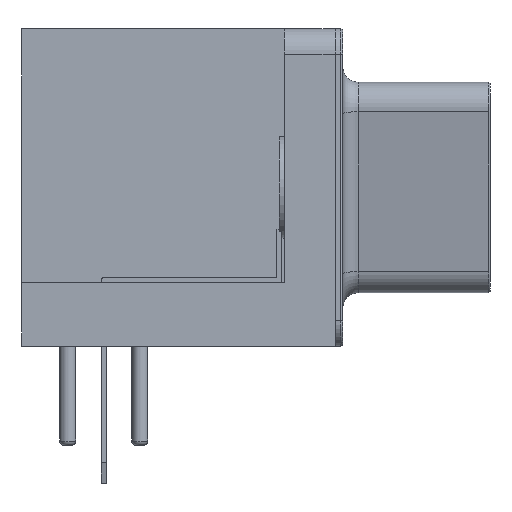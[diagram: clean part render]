
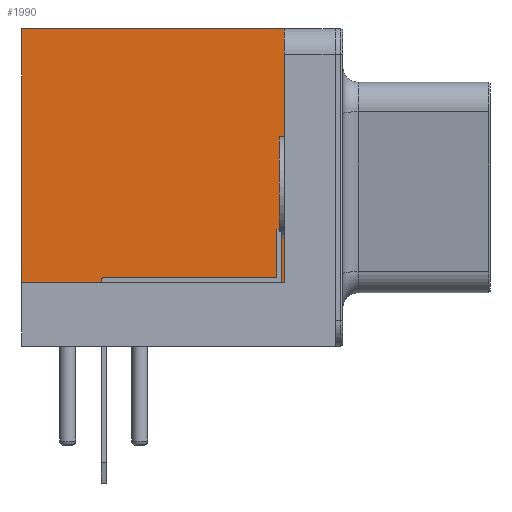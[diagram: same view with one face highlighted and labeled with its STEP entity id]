
A CAD part, left-side view. The second image highlights one B-rep face of the part: STEP entity #1990.
In plain terms, the highlighted planar face has unit normal (-1, 0, 0).
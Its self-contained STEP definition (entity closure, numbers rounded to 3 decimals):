
#62=DIRECTION('',(0.,0.,1.));
#93=DIRECTION('',(0.,1.,0.));
#94=DIRECTION('',(1.,0.,0.));
#1219=VECTOR('',#62,1.);
#1597=VECTOR('',#93,1.);
#1611=VERTEX_POINT('',#1612);
#1612=CARTESIAN_POINT('',(-4.36,1.8,12.5));
#1615=ORIENTED_EDGE('',*,*,#1616,.F.);
#1616=EDGE_CURVE('',#1617,#1611,#1619,.T.);
#1617=VERTEX_POINT('',#1618);
#1618=CARTESIAN_POINT('',(-4.36,-8.54,12.5));
#1619=LINE('',#1620,#1597);
#1620=CARTESIAN_POINT('',(-4.36,-9.54,12.5));
#1970=VERTEX_POINT('',#1971);
#1971=CARTESIAN_POINT('',(-4.36,-8.54,2.5));
#1975=EDGE_CURVE('',#1970,#1617,#1976,.T.);
#1976=LINE('',#1971,#1219);
#1990=ADVANCED_FACE('',(#1991),#2003,.F.);
#1991=FACE_BOUND('',#1992,.F.);
#1992=EDGE_LOOP('',(#1993,#1994,#1999,#1615));
#1993=ORIENTED_EDGE('',*,*,#1975,.F.);
#1994=ORIENTED_EDGE('',*,*,#1995,.T.);
#1995=EDGE_CURVE('',#1970,#1996,#1998,.T.);
#1996=VERTEX_POINT('',#1997);
#1997=CARTESIAN_POINT('',(-4.36,1.8,2.5));
#1998=LINE('',#1971,#1597);
#1999=ORIENTED_EDGE('',*,*,#2000,.T.);
#2000=EDGE_CURVE('',#1996,#1611,#2001,.T.);
#2001=LINE('',#2002,#1219);
#2002=CARTESIAN_POINT('',(-4.36,1.8,4.375));
#2003=PLANE('',#2004);
#2004=AXIS2_PLACEMENT_3D('',#1971,#94,#62);
